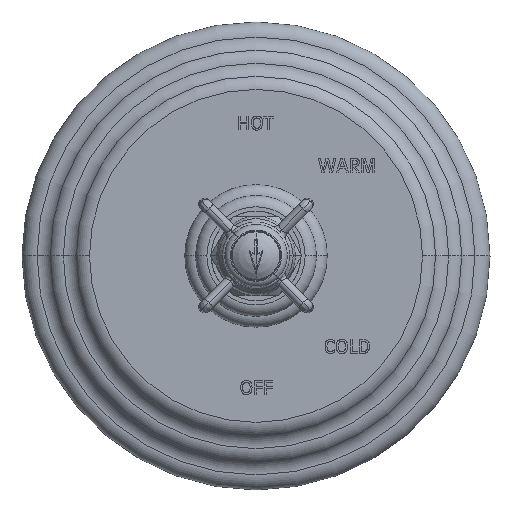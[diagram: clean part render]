
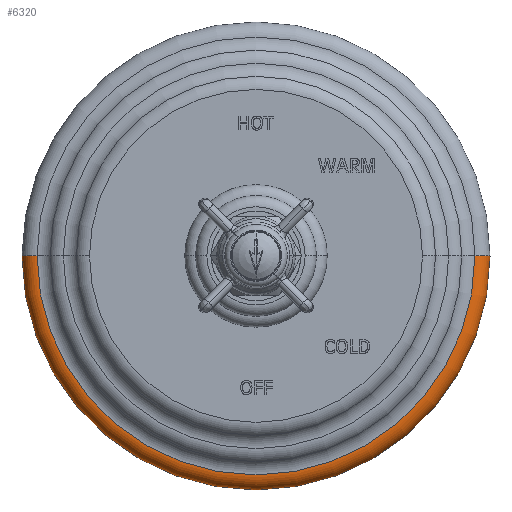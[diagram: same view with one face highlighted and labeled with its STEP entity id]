
A CAD part, top view. The second image highlights one B-rep face of the part: STEP entity #6320.
In plain terms, the highlighted toroidal (fillet/blend) face has major radius 92.075 mm and minor radius 6.35 mm.
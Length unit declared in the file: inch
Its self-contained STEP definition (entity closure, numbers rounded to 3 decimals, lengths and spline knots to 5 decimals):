
#2=CARTESIAN_POINT('',(0.,-1.,0.));
#3=DIRECTION('',(0.,0.,-1.));
#4=DIRECTION('',(1.,0.,0.));
#5=AXIS2_PLACEMENT_3D('',#2,#3,#4);
#12=CARTESIAN_POINT('',(3.625,-1.,0.));
#13=DIRECTION('',(0.,-1.,0.));
#14=DIRECTION('',(1.,0.,0.));
#15=AXIS2_PLACEMENT_3D('',#12,#13,#14);
#17=CARTESIAN_POINT('',(-3.625,-1.,0.));
#18=DIRECTION('',(0.,1.,0.));
#19=DIRECTION('',(-1.,0.,0.));
#20=AXIS2_PLACEMENT_3D('',#17,#18,#19);
#37=CARTESIAN_POINT('',(0.,-1.,0.25));
#38=DIRECTION('',(0.,0.,-1.));
#39=DIRECTION('',(1.,0.,0.));
#40=AXIS2_PLACEMENT_3D('',#37,#38,#39);
#5324=CARTESIAN_POINT('',(3.625,-1.,0.25));
#5326=VERTEX_POINT('',#5324);
#5334=CARTESIAN_POINT('',(-3.625,-1.,0.25));
#5336=VERTEX_POINT('',#5334);
#5908=CARTESIAN_POINT('',(3.875,-1.,0.));
#5909=CARTESIAN_POINT('',(-3.875,-1.,0.));
#5910=VERTEX_POINT('',#5908);
#5911=VERTEX_POINT('',#5909);
#6305=CARTESIAN_POINT('',(0.,-1.,0.));
#6306=DIRECTION('',(0.,0.,-1.));
#6307=DIRECTION('',(-1.,0.,0.));
#6308=AXIS2_PLACEMENT_3D('',#6305,#6306,#6307);
#6309=TOROIDAL_SURFACE('',#6308,3.625,0.25);
#6311=ORIENTED_EDGE('',*,*,#6310,.T.);
#6313=ORIENTED_EDGE('',*,*,#6312,.T.);
#6315=ORIENTED_EDGE('',*,*,#6314,.F.);
#6317=ORIENTED_EDGE('',*,*,#6316,.F.);
#6318=EDGE_LOOP('',(#6311,#6313,#6315,#6317));
#6319=FACE_OUTER_BOUND('',#6318,.F.);
#6320=ADVANCED_FACE('',(#6319),#6309,.T.);
#6=CIRCLE('',#5,3.875);
#16=CIRCLE('',#15,0.25);
#21=CIRCLE('',#20,0.25);
#41=CIRCLE('',#40,3.625);
#6310=EDGE_CURVE('',#5910,#5911,#6,.T.);
#6312=EDGE_CURVE('',#5911,#5336,#21,.T.);
#6314=EDGE_CURVE('',#5326,#5336,#41,.T.);
#6316=EDGE_CURVE('',#5910,#5326,#16,.T.);
